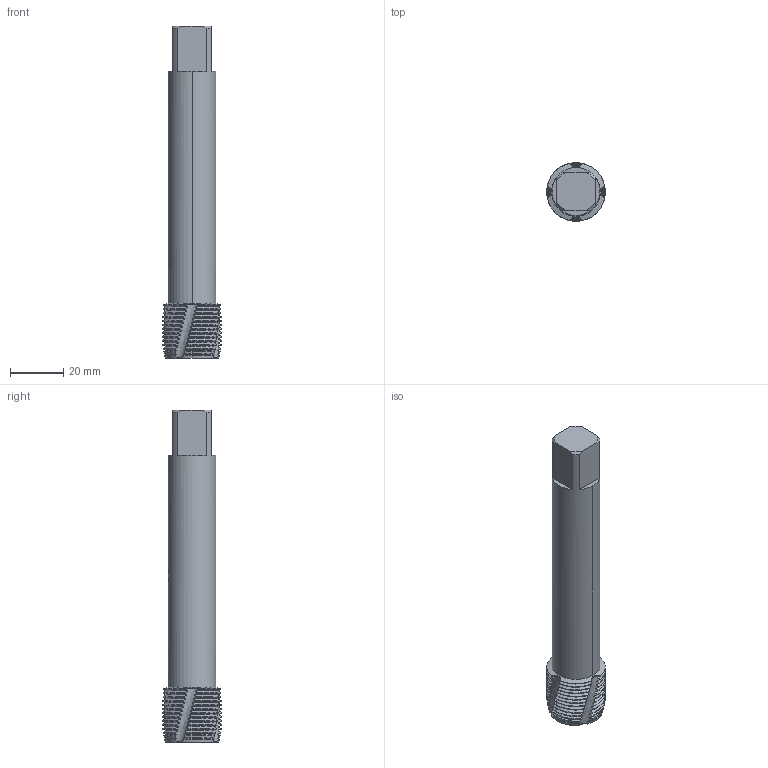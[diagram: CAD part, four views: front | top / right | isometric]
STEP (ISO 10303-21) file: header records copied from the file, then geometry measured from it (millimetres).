
FILE_DESCRIPTION(('no description'),'unknown implementation level');
FILE_NAME('solidENqhVX8smkjto09xWNuQIzvD_2c_1.STP',' ',('CIM GmbH Aachen'),('CADClick - KiM GmbH - www.kimweb.de'),'unknown preprocess','ACIS','unknown authorization');
FILE_SCHEMA(('automotive_design'));
Length unit declared in the file: millimetre
Products named in the file (2): 1; 2
Bounding box: 22 x 22 x 125 mm (x, y, z)
Volume: 32577.6 mm3; surface area: 11087.9 mm2
Topology: 2 solids, 2 shells, 335 faces, 957 edges, 626 vertices
Faces by surface type: cone 168, cylinder 138, plane 17, bspline 8, revolution 4
Entity records: 26812 total; most frequent: CARTESIAN_POINT 8087, STYLED_ITEM 1920, PRESENTATION_STYLE_ASSIGNMENT 1920, COLOUR_RGB 1920, ORIENTED_EDGE 1914, DIRECTION 1485, EDGE_CURVE 957, CURVE_STYLE 957
